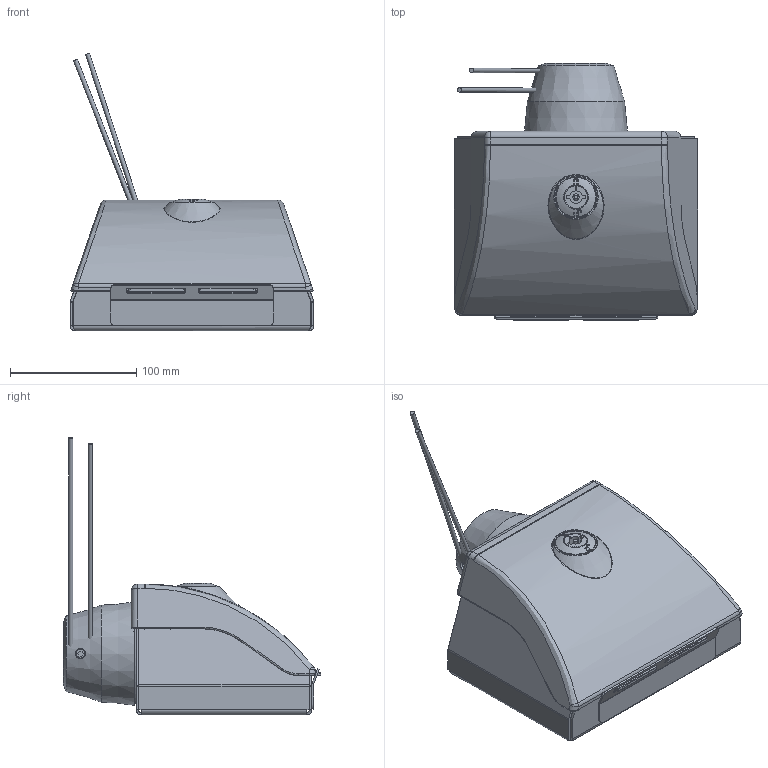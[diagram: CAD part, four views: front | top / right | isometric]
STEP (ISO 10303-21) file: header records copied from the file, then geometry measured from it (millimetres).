
FILE_DESCRIPTION (( 'STEP AP214' ), '1' );
FILE_NAME ('501030200.STEP', '2023-05-08T12:22:23', ( '' ), ( '' ), 'SwSTEP 2.0', 'SolidWorks 2020', '' );
FILE_SCHEMA (( 'AUTOMOTIVE_DESIGN' ));
Length unit declared in the file: millimetre
Products named in the file (23): 40000019297; 83123; 12104; 82389; 98319_1-078_N; 98319_100-0545_15-00012(10); 57037300; 12101; 98319_248-9803_01-01201_0_H; 82005_680; 83120; 98319; 93659; 98319_1-078_FD; 501030200; 41880; 82458; 98319_1-078_P1; 82456; 98319_1-077_01_0012267; 42468_50M-00000424680-05; 41894; 95491
Assembly tree (28 placements, depth 3):
  501030200
    57037300
      12104
      41880  x2
      12101
      83120
      95491
      83123
      82458
      82389  x2
      82456
      93659  x2
    42468_50M-00000424680-05
    41894
    98319
      98319_248-9803_01-01201_0_H
      98319_1-078_FD
      98319_1-078_P1
      98319_1-077_01_0012267
      98319_1-078_N
      98319_100-0545_15-00012(10)
    82005_680
    40000019297  x4
Bounding box: 193.1 x 203.83 x 220.16 mm (x, y, z)
Volume: 422901.5 mm3; surface area: 273762.4 mm2
Topology: 28 solids, 29 shells, 1249 faces, 2959 edges, 1829 vertices
Faces by surface type: plane 519, cylinder 408, bspline 161, torus 81, cone 71, sphere 9
Full cylindrical faces by diameter (mm): 1.7 x2, 3 x3, 3.5 x2, 4.2 x4, 4.917 x1, 5 x7, 5.5 x10, 6 x1, 8 x4, 9.1 x1, 9.8 x4, 10 x2, 11.8 x4, 12.2 x1, 12.3 x1, 13.5 x1, 14 x2, 14.05 x1, 14.9 x1, 16.5 x1, 18 x1, 18.1 x1, 19.294 x1, 19.5 x1, 19.73 x1, 32 x1, 32.5 x1, 40 x3, 48.8 x3, 54.5 x2
Entity records: 43334 total; most frequent: CARTESIAN_POINT 16194, ORIENTED_EDGE 5320, DIRECTION 5107, EDGE_CURVE 2660, AXIS2_PLACEMENT_3D 1924, VERTEX_POINT 1708, EDGE_LOOP 1426, FACE_OUTER_BOUND 1265
